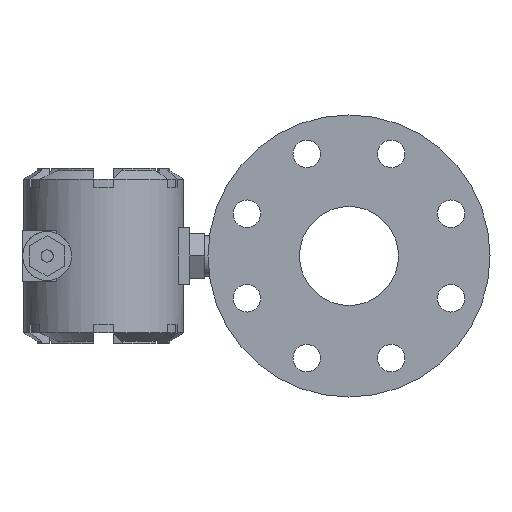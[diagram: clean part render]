
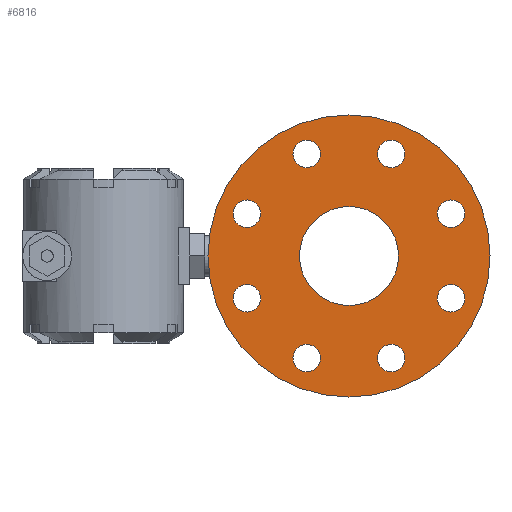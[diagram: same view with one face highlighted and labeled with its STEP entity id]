
A CAD part, front view. The second image highlights one B-rep face of the part: STEP entity #6816.
In plain terms, the highlighted planar face has unit normal (0, -1, 0).
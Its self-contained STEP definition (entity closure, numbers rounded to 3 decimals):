
#5778=PLANE('',#26495);
#6562=FACE_BOUND('',#9542,.T.);
#6563=FACE_BOUND('',#9543,.T.);
#6564=FACE_BOUND('',#9544,.T.);
#6565=FACE_BOUND('',#9545,.T.);
#6566=FACE_BOUND('',#9546,.T.);
#6567=FACE_BOUND('',#9547,.T.);
#6568=FACE_BOUND('',#9548,.T.);
#6569=FACE_BOUND('',#9549,.T.);
#6570=FACE_BOUND('',#9550,.T.);
#6571=FACE_BOUND('',#9551,.T.);
#6816=ADVANCED_FACE('',(#6562,#6563,#6564,#6565,#6566,#6567,#6568,#6569,
#6570,#6571),#5778,.T.);
#9542=EDGE_LOOP('',(#11423));
#9543=EDGE_LOOP('',(#11424));
#9544=EDGE_LOOP('',(#11425));
#9545=EDGE_LOOP('',(#11426));
#9546=EDGE_LOOP('',(#11427));
#9547=EDGE_LOOP('',(#11428));
#9548=EDGE_LOOP('',(#11429));
#9549=EDGE_LOOP('',(#11430));
#9550=EDGE_LOOP('',(#11431));
#9551=EDGE_LOOP('',(#11432));
#11021=CIRCLE('',#26434,9.);
#11025=CIRCLE('',#26440,9.);
#11029=CIRCLE('',#26446,9.);
#11033=CIRCLE('',#26452,9.);
#11037=CIRCLE('',#26458,9.);
#11041=CIRCLE('',#26464,9.);
#11045=CIRCLE('',#26470,9.);
#11059=CIRCLE('',#26491,32.5);
#11060=CIRCLE('',#26493,9.);
#11061=CIRCLE('',#26494,92.5);
#11423=ORIENTED_EDGE('',*,*,#21105,.F.);
#11424=ORIENTED_EDGE('',*,*,#21109,.F.);
#11425=ORIENTED_EDGE('',*,*,#21113,.F.);
#11426=ORIENTED_EDGE('',*,*,#21117,.F.);
#11427=ORIENTED_EDGE('',*,*,#21121,.F.);
#11428=ORIENTED_EDGE('',*,*,#21125,.F.);
#11429=ORIENTED_EDGE('',*,*,#21129,.F.);
#11430=ORIENTED_EDGE('',*,*,#21153,.F.);
#11431=ORIENTED_EDGE('',*,*,#21152,.F.);
#11432=ORIENTED_EDGE('',*,*,#21154,.T.);
#18615=VERTEX_POINT('',#33667);
#18619=VERTEX_POINT('',#33677);
#18623=VERTEX_POINT('',#33687);
#18627=VERTEX_POINT('',#33697);
#18631=VERTEX_POINT('',#33707);
#18635=VERTEX_POINT('',#33717);
#18639=VERTEX_POINT('',#33727);
#18659=VERTEX_POINT('',#33814);
#18660=VERTEX_POINT('',#33817);
#18661=VERTEX_POINT('',#33819);
#21105=EDGE_CURVE('',#18615,#18615,#11021,.T.);
#21109=EDGE_CURVE('',#18619,#18619,#11025,.T.);
#21113=EDGE_CURVE('',#18623,#18623,#11029,.T.);
#21117=EDGE_CURVE('',#18627,#18627,#11033,.T.);
#21121=EDGE_CURVE('',#18631,#18631,#11037,.T.);
#21125=EDGE_CURVE('',#18635,#18635,#11041,.T.);
#21129=EDGE_CURVE('',#18639,#18639,#11045,.T.);
#21152=EDGE_CURVE('',#18659,#18659,#11059,.T.);
#21153=EDGE_CURVE('',#18660,#18660,#11060,.T.);
#21154=EDGE_CURVE('',#18661,#18661,#11061,.T.);
#26434=AXIS2_PLACEMENT_3D('',#33666,#27571,#27572);
#26440=AXIS2_PLACEMENT_3D('',#33676,#27583,#27584);
#26446=AXIS2_PLACEMENT_3D('',#33686,#27595,#27596);
#26452=AXIS2_PLACEMENT_3D('',#33696,#27607,#27608);
#26458=AXIS2_PLACEMENT_3D('',#33706,#27619,#27620);
#26464=AXIS2_PLACEMENT_3D('',#33716,#27631,#27632);
#26470=AXIS2_PLACEMENT_3D('',#33726,#27643,#27644);
#26491=AXIS2_PLACEMENT_3D('',#33813,#27687,#27688);
#26493=AXIS2_PLACEMENT_3D('',#33816,#27691,#27692);
#26494=AXIS2_PLACEMENT_3D('',#33818,#27693,#27694);
#26495=AXIS2_PLACEMENT_3D('',#33820,#27695,#27696);
#27571=DIRECTION('',(0.,-1.,0.));
#27572=DIRECTION('',(0.924,0.,0.383));
#27583=DIRECTION('',(0.,-1.,0.));
#27584=DIRECTION('',(0.383,0.,0.924));
#27595=DIRECTION('',(0.,-1.,0.));
#27596=DIRECTION('',(-0.383,0.,0.924));
#27607=DIRECTION('',(0.,-1.,0.));
#27608=DIRECTION('',(-0.924,0.,0.383));
#27619=DIRECTION('',(0.,-1.,0.));
#27620=DIRECTION('',(-0.924,0.,-0.383));
#27631=DIRECTION('',(0.,-1.,0.));
#27632=DIRECTION('',(-0.383,0.,-0.924));
#27643=DIRECTION('',(0.,-1.,0.));
#27644=DIRECTION('',(0.383,0.,-0.924));
#27687=DIRECTION('',(0.,-1.,0.));
#27688=DIRECTION('',(1.,0.,0.));
#27691=DIRECTION('',(0.,-1.,0.));
#27692=DIRECTION('',(0.924,0.,-0.383));
#27693=DIRECTION('',(0.,-1.,0.));
#27694=DIRECTION('',(1.,0.,0.));
#27695=DIRECTION('',(0.,-1.,0.));
#27696=DIRECTION('',(-1.,0.,0.));
#33666=CARTESIAN_POINT('',(27.745,-181.1,-66.981));
#33667=CARTESIAN_POINT('',(36.059,-181.1,-63.537));
#33676=CARTESIAN_POINT('',(66.981,-181.1,-27.745));
#33677=CARTESIAN_POINT('',(70.425,-181.1,-19.43));
#33686=CARTESIAN_POINT('',(66.981,-181.1,27.745));
#33687=CARTESIAN_POINT('',(63.537,-181.1,36.059));
#33696=CARTESIAN_POINT('',(27.745,-181.1,66.981));
#33697=CARTESIAN_POINT('',(19.43,-181.1,70.425));
#33706=CARTESIAN_POINT('',(-27.745,-181.1,66.981));
#33707=CARTESIAN_POINT('',(-36.059,-181.1,63.537));
#33716=CARTESIAN_POINT('',(-66.981,-181.1,27.745));
#33717=CARTESIAN_POINT('',(-70.425,-181.1,19.43));
#33726=CARTESIAN_POINT('',(-66.981,-181.1,-27.745));
#33727=CARTESIAN_POINT('',(-63.537,-181.1,-36.059));
#33813=CARTESIAN_POINT('',(0.,-181.1,0.));
#33814=CARTESIAN_POINT('',(32.5,-181.1,0.));
#33816=CARTESIAN_POINT('',(-27.745,-181.1,-66.981));
#33817=CARTESIAN_POINT('',(-19.43,-181.1,-70.425));
#33818=CARTESIAN_POINT('',(0.,-181.1,0.));
#33819=CARTESIAN_POINT('',(92.5,-181.1,0.));
#33820=CARTESIAN_POINT('',(46.65,-181.1,0.));
